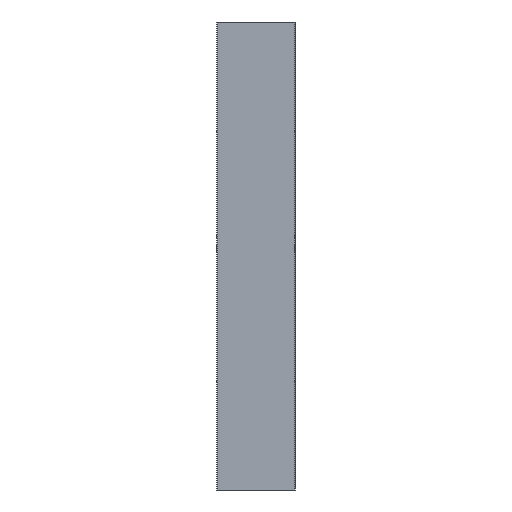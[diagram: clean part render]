
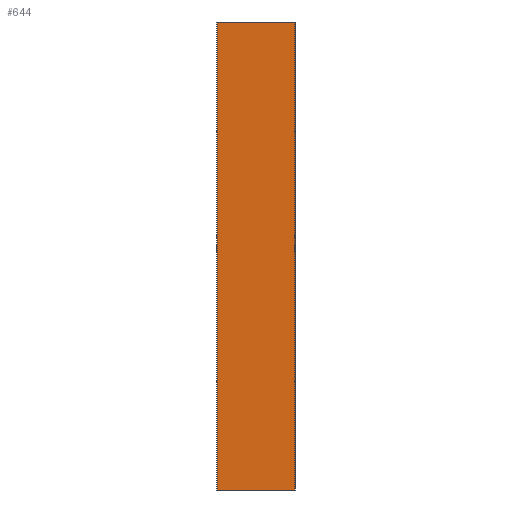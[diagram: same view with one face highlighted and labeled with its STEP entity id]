
A CAD part, front view. The second image highlights one B-rep face of the part: STEP entity #644.
In plain terms, the highlighted planar face has unit normal (0, -1, 0).
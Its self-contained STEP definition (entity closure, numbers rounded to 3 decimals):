
#16 = EDGE_CURVE ( 'NONE', #1135, #691, #203, .T. ) ;
#179 = VECTOR ( 'NONE', #326, 1000. ) ;
#203 = LINE ( 'NONE', #670, #179 ) ;
#215 = ORIENTED_EDGE ( 'NONE', *, *, #280, .F. ) ;
#265 = EDGE_CURVE ( 'NONE', #387, #691, #1236, .T. ) ;
#280 = EDGE_CURVE ( 'NONE', #919, #1135, #627, .T. ) ;
#326 = DIRECTION ( 'NONE',  ( 1., 0., 0. ) ) ;
#330 = DIRECTION ( 'NONE',  ( 1., 0., 0. ) ) ;
#335 = CARTESIAN_POINT ( 'NONE',  ( -251., -1., -1500. ) ) ;
#371 = CARTESIAN_POINT ( 'NONE',  ( 249., -1., 1500. ) ) ;
#387 = VERTEX_POINT ( 'NONE', #837 ) ;
#491 = DIRECTION ( 'NONE',  ( 0., 0., -1. ) ) ;
#500 = DIRECTION ( 'NONE',  ( 0., -1., 0. ) ) ;
#524 = PLANE ( 'NONE',  #1264 ) ;
#532 = CARTESIAN_POINT ( 'NONE',  ( -251., -1., -1500. ) ) ;
#549 = ORIENTED_EDGE ( 'NONE', *, *, #755, .T. ) ;
#598 = LINE ( 'NONE', #335, #945 ) ;
#625 = VECTOR ( 'NONE', #834, 1000. ) ;
#627 = LINE ( 'NONE', #1205, #1129 ) ;
#644 = ADVANCED_FACE ( 'NONE', ( #960 ), #524, .T. ) ;
#670 = CARTESIAN_POINT ( 'NONE',  ( -251., -1., 1500. ) ) ;
#691 = VERTEX_POINT ( 'NONE', #371 ) ;
#755 = EDGE_CURVE ( 'NONE', #919, #387, #598, .T. ) ;
#800 = CARTESIAN_POINT ( 'NONE',  ( 249., -1., -1500. ) ) ;
#834 = DIRECTION ( 'NONE',  ( 0., 0., 1. ) ) ;
#837 = CARTESIAN_POINT ( 'NONE',  ( 249., -1., -1500. ) ) ;
#908 = CARTESIAN_POINT ( 'NONE',  ( -249., -1., 1500. ) ) ;
#919 = VERTEX_POINT ( 'NONE', #1073 ) ;
#945 = VECTOR ( 'NONE', #330, 1000. ) ;
#960 = FACE_OUTER_BOUND ( 'NONE', #1070, .T. ) ;
#1070 = EDGE_LOOP ( 'NONE', ( #1115, #215, #549, #1118 ) ) ;
#1073 = CARTESIAN_POINT ( 'NONE',  ( -249., -1., -1500. ) ) ;
#1111 = DIRECTION ( 'NONE',  ( 0., 0., 1. ) ) ;
#1115 = ORIENTED_EDGE ( 'NONE', *, *, #16, .F. ) ;
#1118 = ORIENTED_EDGE ( 'NONE', *, *, #265, .T. ) ;
#1129 = VECTOR ( 'NONE', #1111, 1000. ) ;
#1135 = VERTEX_POINT ( 'NONE', #908 ) ;
#1205 = CARTESIAN_POINT ( 'NONE',  ( -249., -1., -1500. ) ) ;
#1236 = LINE ( 'NONE', #800, #625 ) ;
#1264 = AXIS2_PLACEMENT_3D ( 'NONE', #532, #500, #491 ) ;
